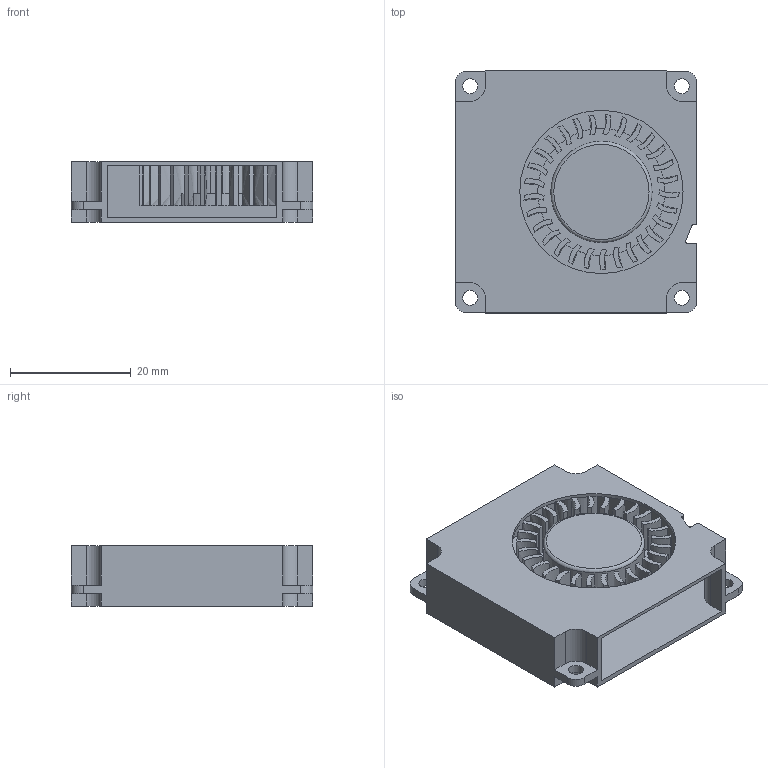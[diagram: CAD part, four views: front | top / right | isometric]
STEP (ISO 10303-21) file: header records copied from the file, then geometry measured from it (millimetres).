
FILE_DESCRIPTION(/* description */ (''),/* implementation_level */ '2;1');
FILE_NAME(/* name */ '40mm Blower Fan v14.step',/* time_stamp */ '2018-02-22T11:47:23-08:00',/* author */ ('cpirius'),/* organization */ (''),/* preprocessor_version */ 'ST-DEVELOPER v16.13',/* originating_system */ 'Autodesk Translation Framework v6.5.0.72',/* authorisation */ '');
FILE_SCHEMA (('AUTOMOTIVE_DESIGN { 1 0 10303 214 3 1 1 }'));
Length unit declared in the file: millimetre
Products named in the file (2): 40mm Blower Fan; 40mm Blower Fan_1
Assembly tree (1 placements, depth 2):
  40mm Blower Fan
    40mm Blower Fan_1
Bounding box: 40 x 40 x 10 mm (x, y, z)
Volume: 5066.9 mm3; surface area: 10007.4 mm2
Topology: 2 solids, 2 shells, 256 faces, 751 edges, 501 vertices
Faces by surface type: plane 140, bspline 58, cylinder 57, torus 1
Full cylindrical faces by diameter (mm): 2.5 x4, 16.75 x1, 27 x1
Entity records: 11701 total; most frequent: CARTESIAN_POINT 5504, ORIENTED_EDGE 1502, DIRECTION 1039, EDGE_CURVE 751, VERTEX_POINT 501, LINE 401, VECTOR 401, AXIS2_PLACEMENT_3D 319
